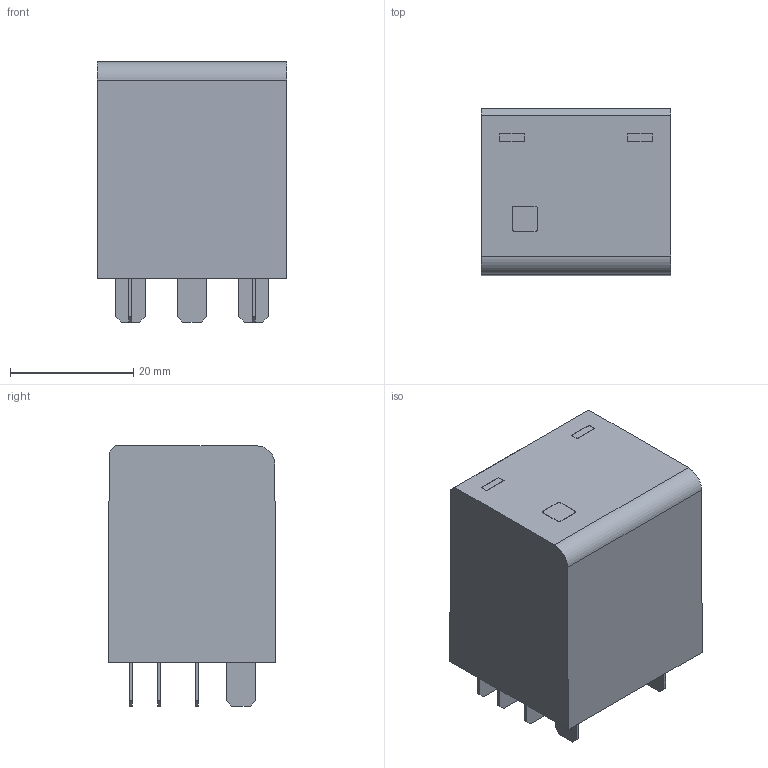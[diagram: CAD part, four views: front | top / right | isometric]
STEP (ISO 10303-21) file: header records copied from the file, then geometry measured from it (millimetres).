
FILE_DESCRIPTION(('CATIA V5R24 STEP','CAx-IF Rec.Pracs.--- Model Styling and Organization---1.2---2011-12-15'),'2;1');
FILE_NAME ('6839814_5', '2017-12-07T12:29:23+00:00', ('Weidmueller Interface'), ('Weidmueller'), 'CATIA Version 5-6 Release 2014 SP4', 'CATIA V5 STEP AP214', 'none');
FILE_SCHEMA(('AUTOMOTIVE_DESIGN { 1 0 10303 214 1 1 1 1 }'));
Length unit declared in the file: millimetre
Products named in the file (1): S3D_DRL370_XXX
Bounding box: 30.8 x 27.21 x 42.3 mm (x, y, z)
Volume: 29440.4 mm3; surface area: 6536.5 mm2
Topology: 12 solids, 12 shells, 115 faces, 280 edges, 192 vertices
Faces by surface type: plane 110, extrusion 4, cylinder 1
Entity records: 3240 total; most frequent: CARTESIAN_POINT 607, ORIENTED_EDGE 560, DIRECTION 386, EDGE_CURVE 280, VECTOR 262, LINE 258, VERTEX_POINT 192, EDGE_LOOP 118
